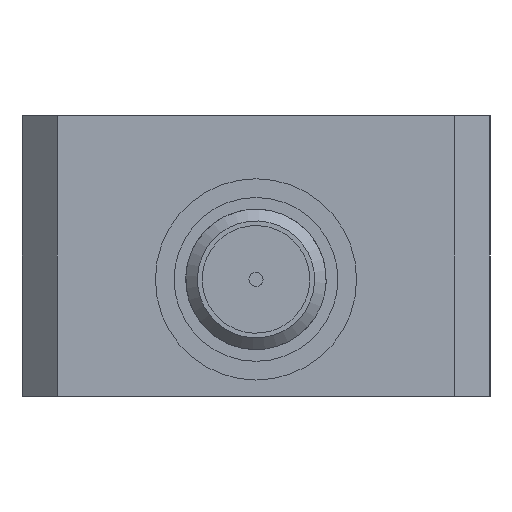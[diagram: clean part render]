
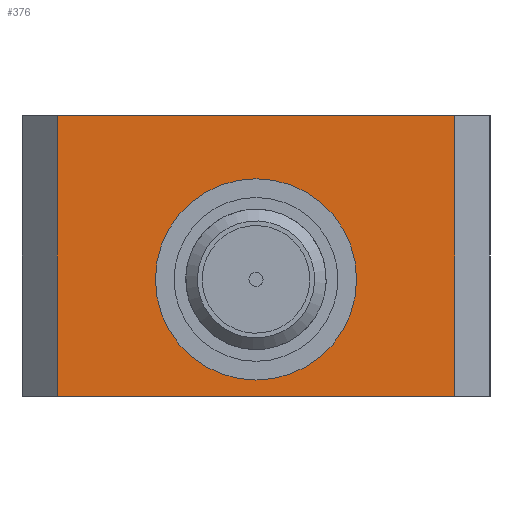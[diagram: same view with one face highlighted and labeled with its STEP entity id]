
A CAD part, left-side view. The second image highlights one B-rep face of the part: STEP entity #376.
In plain terms, the highlighted planar face has unit normal (-1, 0, 0).
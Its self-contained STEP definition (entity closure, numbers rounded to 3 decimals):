
#376=ADVANCED_FACE('',(#4629,#4631),#4633,.T.);
#4629=FACE_BOUND('',#4630,.T.);
#4630=EDGE_LOOP('',(#12093,#12094,#12095,#12096));
#4631=FACE_BOUND('',#4632,.T.);
#4632=EDGE_LOOP('',(#12097));
#4633=PLANE('',#4634);
#4634=AXIS2_PLACEMENT_3D('',#4635,#4636,#4637);
#4635=CARTESIAN_POINT('',(-31.,0.,0.));
#4636=DIRECTION('',(-1.,0.,0.));
#4637=DIRECTION('',(0.,0.,1.));
#12093=ORIENTED_EDGE('',*,*,#14591,.T.);
#12094=ORIENTED_EDGE('',*,*,#14612,.T.);
#12095=ORIENTED_EDGE('',*,*,#14604,.T.);
#12096=ORIENTED_EDGE('',*,*,#14613,.T.);
#12097=ORIENTED_EDGE('',*,*,#14534,.F.);
#14534=EDGE_CURVE('',#15807,#15807,#15808,.T.);
#14591=EDGE_CURVE('',#15917,#15915,#15918,.T.);
#14604=EDGE_CURVE('',#15941,#15942,#15943,.T.);
#14612=EDGE_CURVE('',#15915,#15941,#15953,.T.);
#14613=EDGE_CURVE('',#15942,#15917,#15954,.T.);
#15807=VERTEX_POINT('',#18356);
#15808=CIRCLE('',#18357,4.3);
#15915=VERTEX_POINT('',#18898);
#15917=VERTEX_POINT('',#18902);
#15918=LINE('',#18903,#18904);
#15941=VERTEX_POINT('',#18956);
#15942=VERTEX_POINT('',#18957);
#15943=LINE('',#18958,#18959);
#15953=LINE('',#18984,#18985);
#15954=LINE('',#18987,#18988);
#18356=CARTESIAN_POINT('',(-31.,0.,9.3));
#18357=AXIS2_PLACEMENT_3D('',#18358,#18359,#18360);
#18358=CARTESIAN_POINT('',(-31.,0.,5.));
#18359=DIRECTION('',(-1.,0.,0.));
#18360=DIRECTION('',(0.,0.,1.));
#18898=CARTESIAN_POINT('',(-31.,8.5,12.));
#18902=CARTESIAN_POINT('',(-31.,-8.5,12.));
#18903=CARTESIAN_POINT('',(-31.,-8.5,12.));
#18904=VECTOR('',#18905,1.);
#18905=DIRECTION('',(0.,1.,0.));
#18956=CARTESIAN_POINT('',(-31.,8.5,0.));
#18957=CARTESIAN_POINT('',(-31.,-8.5,0.));
#18958=CARTESIAN_POINT('',(-31.,8.5,0.));
#18959=VECTOR('',#18960,1.);
#18960=DIRECTION('',(0.,-1.,0.));
#18984=CARTESIAN_POINT('',(-31.,8.5,12.));
#18985=VECTOR('',#18986,1.);
#18986=DIRECTION('',(0.,0.,-1.));
#18987=CARTESIAN_POINT('',(-31.,-8.5,0.));
#18988=VECTOR('',#18989,1.);
#18989=DIRECTION('',(0.,0.,1.));
